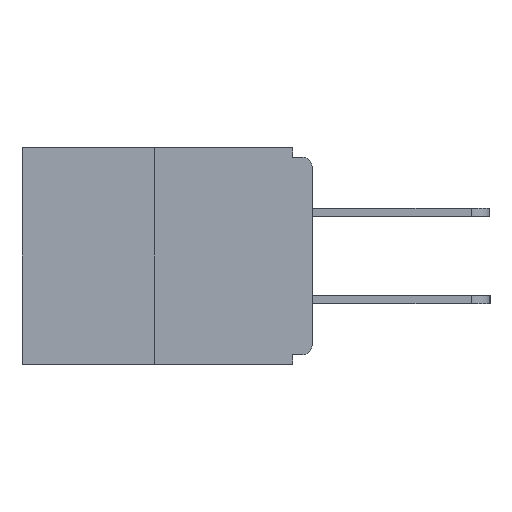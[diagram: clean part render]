
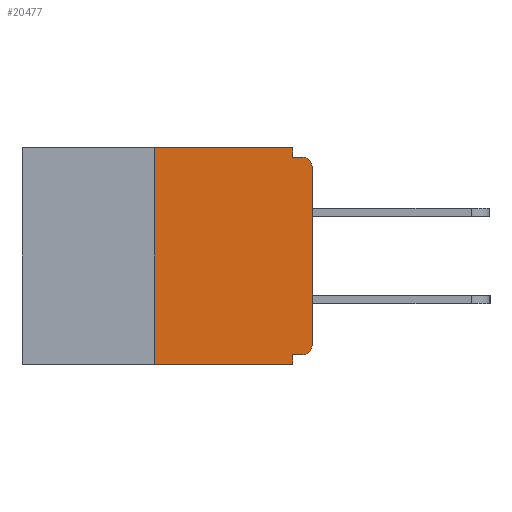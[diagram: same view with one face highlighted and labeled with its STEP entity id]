
A CAD part, left-side view. The second image highlights one B-rep face of the part: STEP entity #20477.
In plain terms, the highlighted planar face has unit normal (-1, 0, 0).
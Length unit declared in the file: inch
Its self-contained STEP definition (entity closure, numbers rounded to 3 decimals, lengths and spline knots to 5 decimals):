
#552 = AXIS2_PLACEMENT_3D ( 'NONE', #20915, #856, #5719 ) ;
#725 = EDGE_CURVE ( 'NONE', #4818, #5312, #11192, .T. ) ;
#845 = DIRECTION ( 'NONE',  ( 0., -1., 0. ) ) ;
#856 = DIRECTION ( 'NONE',  ( -1., 0., 0. ) ) ;
#1029 = EDGE_LOOP ( 'NONE', ( #16860, #20378, #12883, #13425, #6098, #13711, #3905, #9800, #2586, #18807 ) ) ;
#1104 = LINE ( 'NONE', #19215, #10581 ) ;
#1636 = DIRECTION ( 'NONE',  ( 0., 0., -1. ) ) ;
#2586 = ORIENTED_EDGE ( 'NONE', *, *, #6285, .F. ) ;
#2590 = AXIS2_PLACEMENT_3D ( 'NONE', #13433, #3401, #1636 ) ;
#2624 = DIRECTION ( 'NONE',  ( 0., 1., 0. ) ) ;
#2883 = CARTESIAN_POINT ( 'NONE',  ( 0., 0.25, 0. ) ) ;
#3401 = DIRECTION ( 'NONE',  ( 1., 0., 0. ) ) ;
#3905 = ORIENTED_EDGE ( 'NONE', *, *, #9371, .T. ) ;
#4816 = CARTESIAN_POINT ( 'NONE',  ( 0., 0.031, 0. ) ) ;
#4818 = VERTEX_POINT ( 'NONE', #16875 ) ;
#4943 = DIRECTION ( 'NONE',  ( 0., 0., 1. ) ) ;
#5005 = CARTESIAN_POINT ( 'NONE',  ( 0., 0.031, -0.328 ) ) ;
#5312 = VERTEX_POINT ( 'NONE', #12909 ) ;
#5719 = DIRECTION ( 'NONE',  ( 0., 0., -1. ) ) ;
#5789 = CARTESIAN_POINT ( 'NONE',  ( 0., 0.031, -0.343 ) ) ;
#6096 = LINE ( 'NONE', #2883, #14703 ) ;
#6098 = ORIENTED_EDGE ( 'NONE', *, *, #11592, .F. ) ;
#6167 = LINE ( 'NONE', #4816, #6675 ) ;
#6285 = EDGE_CURVE ( 'NONE', #13866, #19815, #15895, .T. ) ;
#6532 = CARTESIAN_POINT ( 'NONE',  ( 0., 0.015, -0.015 ) ) ;
#6675 = VECTOR ( 'NONE', #21627, 39.37008 ) ;
#6739 = VERTEX_POINT ( 'NONE', #17704 ) ;
#7233 = VERTEX_POINT ( 'NONE', #5789 ) ;
#7539 = CARTESIAN_POINT ( 'NONE',  ( 0., 0., -0.015 ) ) ;
#7550 = LINE ( 'NONE', #15786, #10458 ) ;
#7901 = DIRECTION ( 'NONE',  ( 0., 0., 1. ) ) ;
#8164 = LINE ( 'NONE', #10235, #17818 ) ;
#8200 = VERTEX_POINT ( 'NONE', #5005 ) ;
#8364 = CARTESIAN_POINT ( 'NONE',  ( 0., 0., 0. ) ) ;
#9134 = VERTEX_POINT ( 'NONE', #20074 ) ;
#9371 = EDGE_CURVE ( 'NONE', #5312, #15030, #20458, .T. ) ;
#9800 = ORIENTED_EDGE ( 'NONE', *, *, #17835, .T. ) ;
#10235 = CARTESIAN_POINT ( 'NONE',  ( 0., 0.46, 0. ) ) ;
#10301 = VECTOR ( 'NONE', #4943, 39.37008 ) ;
#10458 = VECTOR ( 'NONE', #2624, 39.37008 ) ;
#10541 = CARTESIAN_POINT ( 'NONE',  ( 0., 0., -0.03 ) ) ;
#10581 = VECTOR ( 'NONE', #20886, 39.37008 ) ;
#11134 = FACE_OUTER_BOUND ( 'NONE', #1029, .T. ) ;
#11192 = CIRCLE ( 'NONE', #20078, 0.015 ) ;
#11592 = EDGE_CURVE ( 'NONE', #4818, #8200, #7550, .T. ) ;
#12333 = CARTESIAN_POINT ( 'NONE',  ( 0., 0.25, -0.343 ) ) ;
#12734 = CIRCLE ( 'NONE', #552, 0.015 ) ;
#12883 = ORIENTED_EDGE ( 'NONE', *, *, #14360, .T. ) ;
#12909 = CARTESIAN_POINT ( 'NONE',  ( 0., 0., -0.313 ) ) ;
#13064 = VECTOR ( 'NONE', #845, 39.37008 ) ;
#13096 = EDGE_CURVE ( 'NONE', #6739, #13866, #6167, .T. ) ;
#13425 = ORIENTED_EDGE ( 'NONE', *, *, #14113, .F. ) ;
#13433 = CARTESIAN_POINT ( 'NONE',  ( 0., 0.46, 0. ) ) ;
#13504 = DIRECTION ( 'NONE',  ( 0., -1., 0. ) ) ;
#13711 = ORIENTED_EDGE ( 'NONE', *, *, #725, .T. ) ;
#13866 = VERTEX_POINT ( 'NONE', #19466 ) ;
#14113 = EDGE_CURVE ( 'NONE', #8200, #7233, #1104, .T. ) ;
#14360 = EDGE_CURVE ( 'NONE', #16930, #7233, #20481, .T. ) ;
#14487 = EDGE_CURVE ( 'NONE', #16930, #9134, #6096, .T. ) ;
#14703 = VECTOR ( 'NONE', #7901, 39.37008 ) ;
#15030 = VERTEX_POINT ( 'NONE', #10541 ) ;
#15047 = DIRECTION ( 'NONE',  ( 0., -1., 0. ) ) ;
#15786 = CARTESIAN_POINT ( 'NONE',  ( 0., 0., -0.328 ) ) ;
#15895 = LINE ( 'NONE', #7539, #13064 ) ;
#16015 = VECTOR ( 'NONE', #15047, 39.37008 ) ;
#16860 = ORIENTED_EDGE ( 'NONE', *, *, #18456, .F. ) ;
#16872 = CARTESIAN_POINT ( 'NONE',  ( 0., 0.46, -0.343 ) ) ;
#16875 = CARTESIAN_POINT ( 'NONE',  ( 0., 0.015, -0.328 ) ) ;
#16930 = VERTEX_POINT ( 'NONE', #12333 ) ;
#17704 = CARTESIAN_POINT ( 'NONE',  ( 0., 0.031, 0. ) ) ;
#17818 = VECTOR ( 'NONE', #13504, 39.37008 ) ;
#17835 = EDGE_CURVE ( 'NONE', #15030, #19815, #12734, .T. ) ;
#18456 = EDGE_CURVE ( 'NONE', #9134, #6739, #8164, .T. ) ;
#18807 = ORIENTED_EDGE ( 'NONE', *, *, #13096, .F. ) ;
#19215 = CARTESIAN_POINT ( 'NONE',  ( 0., 0.031, -0.343 ) ) ;
#19466 = CARTESIAN_POINT ( 'NONE',  ( 0., 0.031, -0.015 ) ) ;
#19801 = DIRECTION ( 'NONE',  ( -1., 0., 0. ) ) ;
#19815 = VERTEX_POINT ( 'NONE', #6532 ) ;
#20074 = CARTESIAN_POINT ( 'NONE',  ( 0., 0.25, 0. ) ) ;
#20078 = AXIS2_PLACEMENT_3D ( 'NONE', #21622, #19801, #21475 ) ;
#20378 = ORIENTED_EDGE ( 'NONE', *, *, #14487, .F. ) ;
#20458 = LINE ( 'NONE', #8364, #10301 ) ;
#20477 = ADVANCED_FACE ( 'NONE', ( #11134 ), #21691, .F. ) ;
#20481 = LINE ( 'NONE', #16872, #16015 ) ;
#20886 = DIRECTION ( 'NONE',  ( 0., 0., -1. ) ) ;
#20915 = CARTESIAN_POINT ( 'NONE',  ( 0., 0.015, -0.03 ) ) ;
#21475 = DIRECTION ( 'NONE',  ( 0., 0., -1. ) ) ;
#21622 = CARTESIAN_POINT ( 'NONE',  ( 0., 0.015, -0.313 ) ) ;
#21627 = DIRECTION ( 'NONE',  ( 0., 0., -1. ) ) ;
#21691 = PLANE ( 'NONE',  #2590 ) ;
